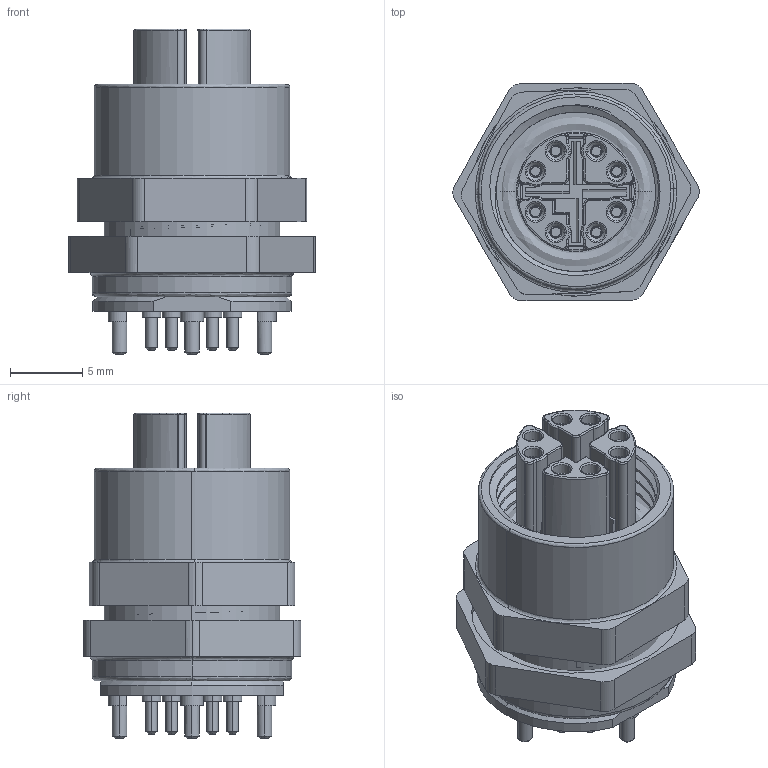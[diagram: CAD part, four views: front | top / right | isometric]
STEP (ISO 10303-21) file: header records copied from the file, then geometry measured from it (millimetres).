
FILE_DESCRIPTION (( 'STEP AP203' ), '1' );
FILE_NAME ('P222.STEP', '2020-03-31T06:42:24', ( 'edpusr' ), ( 'Microsoft' ), 'SwSTEP 2.0', 'SolidWorks 2015', '' );
FILE_SCHEMA (( 'CONFIG_CONTROL_DESIGN' ));
Length unit declared in the file: millimetre
Products named in the file (1): P222
Bounding box: 17.01 x 15.02 x 22.5 mm (x, y, z)
Volume: 4038.9 mm3; surface area: 4726.5 mm2
Topology: 29 solids, 29 shells, 876 faces, 2150 edges, 1385 vertices
Faces by surface type: cylinder 327, plane 306, bspline 163, cone 80
Entity records: 34766 total; most frequent: CARTESIAN_POINT 14970, ORIENTED_EDGE 4280, DIRECTION 3862, EDGE_CURVE 2140, AXIS2_PLACEMENT_3D 1447, VERTEX_POINT 1385, LINE 968, VECTOR 968
